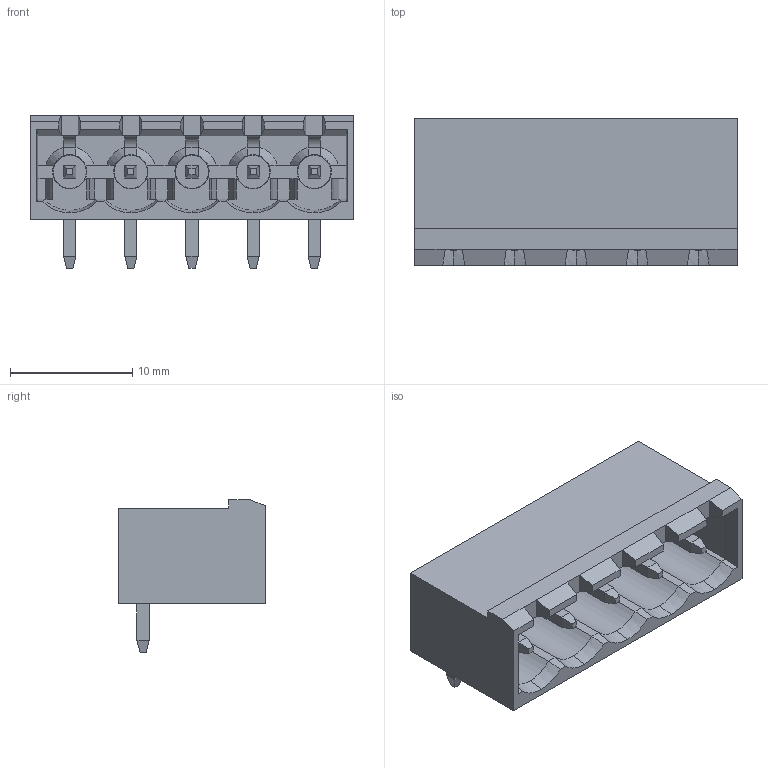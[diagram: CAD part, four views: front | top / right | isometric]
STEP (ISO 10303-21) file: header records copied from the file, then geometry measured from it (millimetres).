
FILE_DESCRIPTION(('FreeCAD Model'),'2;1');
FILE_NAME('Open CASCADE Shape Model','2024-11-11T15:14:27',(''),(''), 'Open CASCADE STEP processor 7.6','FreeCAD','Unknown');
FILE_SCHEMA(('AUTOMOTIVE_DESIGN { 1 0 10303 214 1 1 1 1 }'));
Length unit declared in the file: millimetre
Products named in the file (1): CUI_DEVICES_TBP04R12-500-05BE
Bounding box: 26.4 x 12 x 12.5 mm (x, y, z)
Volume: 1104.2 mm3; surface area: 2352.4 mm2
Topology: 1 solids, 1 shells, 371 faces, 1002 edges, 638 vertices
Faces by surface type: plane 321, cone 30, cylinder 20
Entity records: 14116 total; most frequent: CARTESIAN_POINT 2242, ORIENTED_EDGE 2004, DIRECTION 1806, EDGE_CURVE 1002, LINE 822, VECTOR 822, VERTEX_POINT 638, AXIS2_PLACEMENT_3D 492
